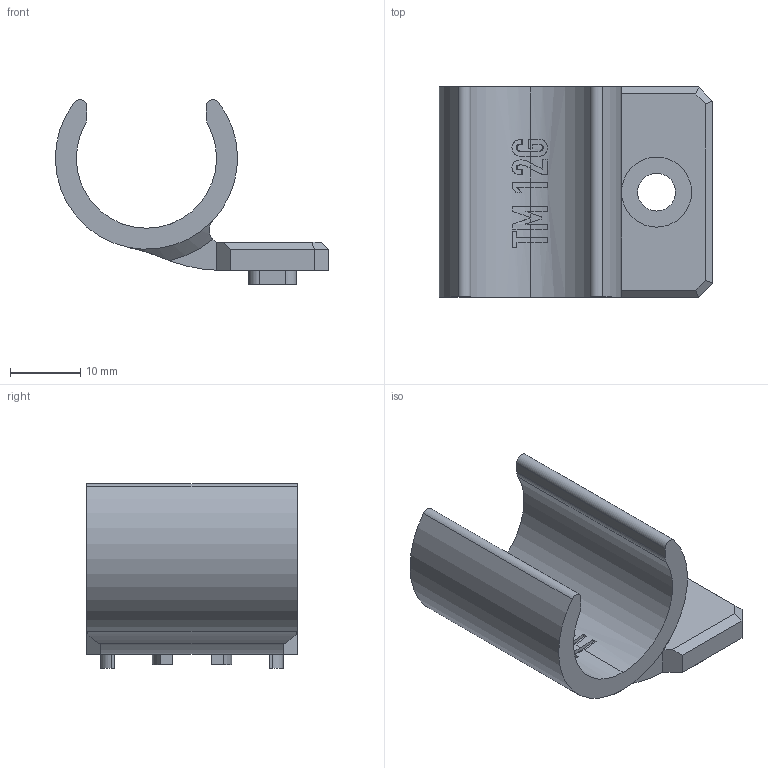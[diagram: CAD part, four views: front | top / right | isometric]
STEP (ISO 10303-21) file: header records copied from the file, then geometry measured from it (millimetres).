
FILE_DESCRIPTION(('HOOPS Exchange Step'),'2;1');
FILE_NAME('temp_export','2023-01-09T11:50:22+09:00',('mobile'),('Shapr3D Limited'),'HOOPS Exchange 2022.1','Shapr3D','Authorized');
FILE_SCHEMA( ('AUTOMOTIVE_DESIGN { 1 0 10303 214 1 1 1 1 }') );
Length unit declared in the file: millimetre
Products named in the file (1): root
Bounding box: 39 x 30 x 26.33 mm (x, y, z)
Volume: 7282.6 mm3; surface area: 5115.5 mm2
Topology: 1 solids, 1 shells, 142 faces, 392 edges, 257 vertices
Faces by surface type: plane 79, cylinder 39, bspline 21, cone 3
Full cylindrical faces by diameter (mm): 5.4 x1, 10 x1
Entity records: 6325 total; most frequent: CARTESIAN_POINT 2861, ORIENTED_EDGE 784, DIRECTION 621, EDGE_CURVE 392, VERTEX_POINT 257, AXIS2_PLACEMENT_3D 213, VECTOR 195, LINE 195
